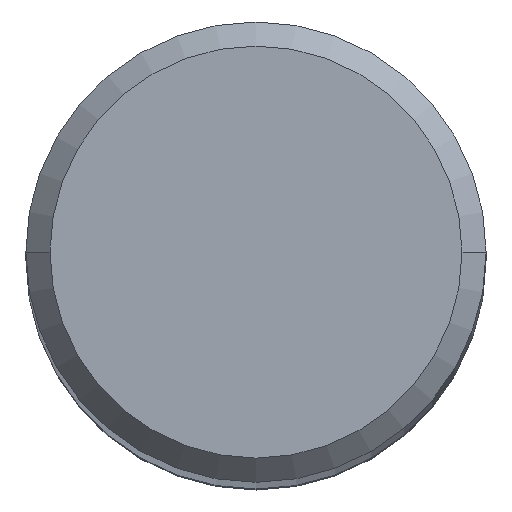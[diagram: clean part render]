
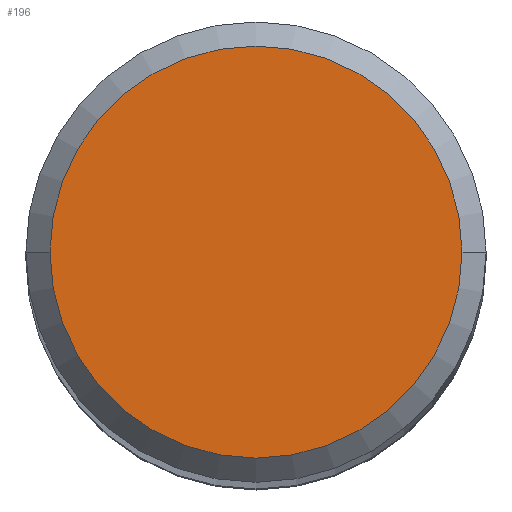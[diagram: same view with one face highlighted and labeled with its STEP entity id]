
A CAD part, top view. The second image highlights one B-rep face of the part: STEP entity #196.
In plain terms, the highlighted planar face has unit normal (0, 0, 1).
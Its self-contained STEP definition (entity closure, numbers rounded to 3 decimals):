
#141=FACE_OUTER_BOUND('',#265,.T.);
#196=ADVANCED_FACE('',(#141),#203,.F.);
#203=PLANE('',#1191);
#265=EDGE_LOOP('',(#506,#507));
#506=ORIENTED_EDGE('',*,*,#709,.T.);
#507=ORIENTED_EDGE('',*,*,#712,.T.);
#588=VERTEX_POINT('',#1889);
#589=VERTEX_POINT('',#1890);
#709=EDGE_CURVE('',#588,#589,#825,.T.);
#712=EDGE_CURVE('',#589,#588,#826,.T.);
#825=CIRCLE('',#1187,8.525);
#826=CIRCLE('',#1189,8.525);
#1187=AXIS2_PLACEMENT_3D('',#1888,#1558,#1559);
#1189=AXIS2_PLACEMENT_3D('',#1894,#1564,#1565);
#1191=AXIS2_PLACEMENT_3D('',#1896,#1568,#1569);
#1558=DIRECTION('',(0.,0.,1.));
#1559=DIRECTION('',(-1.,0.,0.));
#1564=DIRECTION('',(0.,0.,1.));
#1565=DIRECTION('',(1.,0.,0.));
#1568=DIRECTION('',(0.,0.,-1.));
#1569=DIRECTION('',(1.,0.,0.));
#1888=CARTESIAN_POINT('',(0.,0.,0.));
#1889=CARTESIAN_POINT('',(-8.525,0.,0.));
#1890=CARTESIAN_POINT('',(8.525,0.,0.));
#1894=CARTESIAN_POINT('',(0.,0.,0.));
#1896=CARTESIAN_POINT('',(0.,0.,0.));
